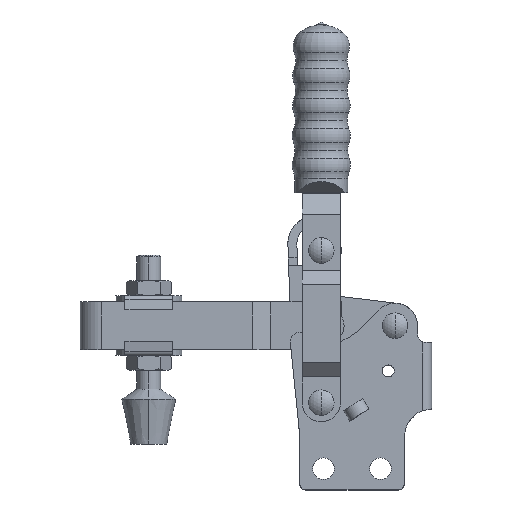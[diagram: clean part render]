
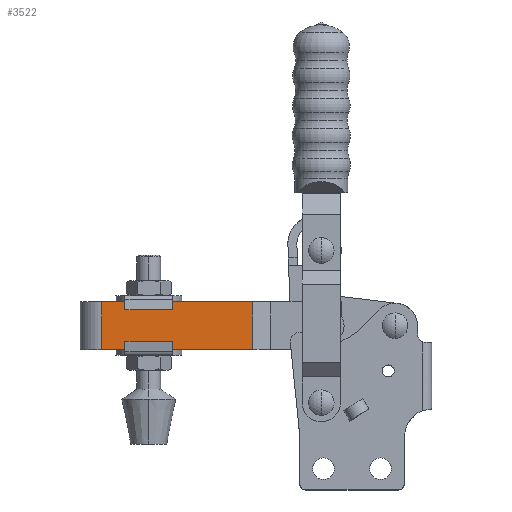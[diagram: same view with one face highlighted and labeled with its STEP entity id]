
A CAD part, top view. The second image highlights one B-rep face of the part: STEP entity #3522.
In plain terms, the highlighted planar face has unit normal (0, 0, 1).
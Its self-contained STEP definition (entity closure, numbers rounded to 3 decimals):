
#76 = CARTESIAN_POINT ( 'NONE',  ( -110.036, 47.8, 7.15 ) ) ;
#346 = DIRECTION ( 'NONE',  ( -1., 0., 0. ) ) ;
#426 = DIRECTION ( 'NONE',  ( 1., 0., 0. ) ) ;
#1357 = CARTESIAN_POINT ( 'NONE',  ( -59.7, 50.3, 7.15 ) ) ;
#1364 = PLANE ( 'NONE',  #9565 ) ;
#1436 = CARTESIAN_POINT ( 'NONE',  ( -42.19, 31.8, 7.15 ) ) ;
#1791 = ORIENTED_EDGE ( 'NONE', *, *, #12536, .T. ) ;
#1925 = EDGE_LOOP ( 'NONE', ( #1791, #2542, #7759, #10333 ) ) ;
#1946 = CARTESIAN_POINT ( 'NONE',  ( -110.036, 31.8, 7.15 ) ) ;
#2171 = DIRECTION ( 'NONE',  ( 0., -1., 0. ) ) ;
#2370 = CARTESIAN_POINT ( 'NONE',  ( -110.036, 50.3, 7.15 ) ) ;
#2542 = ORIENTED_EDGE ( 'NONE', *, *, #10853, .T. ) ;
#2863 = VERTEX_POINT ( 'NONE', #76 ) ;
#3359 = DIRECTION ( 'NONE',  ( 0., -1., 0. ) ) ;
#3365 = DIRECTION ( 'NONE',  ( 0., 1., 0. ) ) ;
#3522 = ADVANCED_FACE ( 'NONE', ( #8515 ), #1364, .F. ) ;
#4509 = LINE ( 'NONE', #5288, #9485 ) ;
#4569 = LINE ( 'NONE', #9107, #6895 ) ;
#4953 = EDGE_CURVE ( 'NONE', #11823, #11775, #11927, .T. ) ;
#5288 = CARTESIAN_POINT ( 'NONE',  ( -117.2, 47.8, 7.15 ) ) ;
#5489 = LINE ( 'NONE', #1357, #12459 ) ;
#6895 = VECTOR ( 'NONE', #2171, 1000. ) ;
#6982 = VERTEX_POINT ( 'NONE', #11575 ) ;
#7759 = ORIENTED_EDGE ( 'NONE', *, *, #4953, .T. ) ;
#8515 = FACE_OUTER_BOUND ( 'NONE', #1925, .T. ) ;
#9107 = CARTESIAN_POINT ( 'NONE',  ( -110.036, 50.3, 7.15 ) ) ;
#9286 = DIRECTION ( 'NONE',  ( 0., 0., -1. ) ) ;
#9485 = VECTOR ( 'NONE', #346, 1000. ) ;
#9565 = AXIS2_PLACEMENT_3D ( 'NONE', #2370, #9286, #3365 ) ;
#9643 = VECTOR ( 'NONE', #426, 1000. ) ;
#10333 = ORIENTED_EDGE ( 'NONE', *, *, #11434, .F. ) ;
#10853 = EDGE_CURVE ( 'NONE', #2863, #11823, #4569, .T. ) ;
#11434 = EDGE_CURVE ( 'NONE', #6982, #11775, #5489, .T. ) ;
#11575 = CARTESIAN_POINT ( 'NONE',  ( -59.7, 47.8, 7.15 ) ) ;
#11775 = VERTEX_POINT ( 'NONE', #12774 ) ;
#11823 = VERTEX_POINT ( 'NONE', #1946 ) ;
#11927 = LINE ( 'NONE', #1436, #9643 ) ;
#12459 = VECTOR ( 'NONE', #3359, 1000. ) ;
#12536 = EDGE_CURVE ( 'NONE', #6982, #2863, #4509, .T. ) ;
#12774 = CARTESIAN_POINT ( 'NONE',  ( -59.7, 31.8, 7.15 ) ) ;
